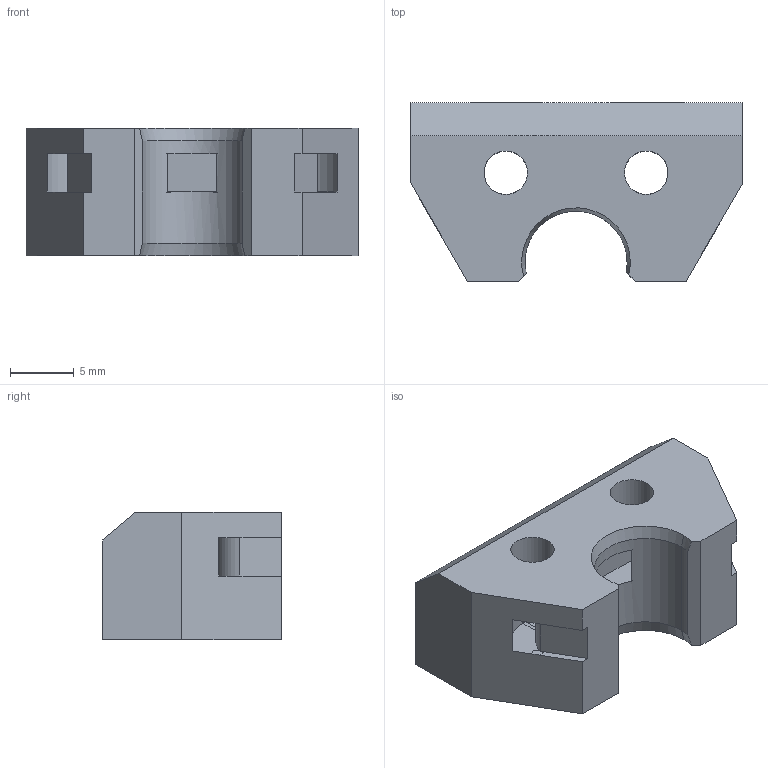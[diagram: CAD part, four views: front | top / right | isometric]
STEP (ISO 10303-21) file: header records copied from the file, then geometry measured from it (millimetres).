
FILE_DESCRIPTION(('FreeCAD Model'),'2;1');
FILE_NAME('y-holder-rear.step', '2017-12-05T20:59:19',(''),(''),'Open CASCADE STEP processor 6.8', 'FreeCAD','Unknown');
FILE_SCHEMA(('AUTOMOTIVE_DESIGN_CC2 { 1 2 10303 214 -1 1 5 4 }'));
Length unit declared in the file: millimetre
Products named in the file (1): difference002
Bounding box: 26 x 14 x 10 mm (x, y, z)
Volume: 2346.4 mm3; surface area: 1872.6 mm2
Topology: 1 solids, 1 shells, 71 faces, 192 edges, 120 vertices
Faces by surface type: plane 55, cylinder 10, cone 6
Full cylindrical faces by diameter (mm): 3.4 x4
Entity records: 4703 total; most frequent: CARTESIAN_POINT 1070, DIRECTION 604, ORIENTED_EDGE 384, PCURVE 384, DEFINITIONAL_REPRESENTATION 384, LINE 352, VECTOR 352, EDGE_CURVE 192
